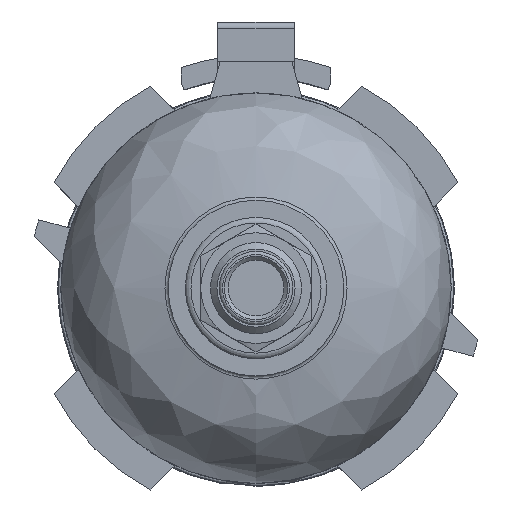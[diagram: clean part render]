
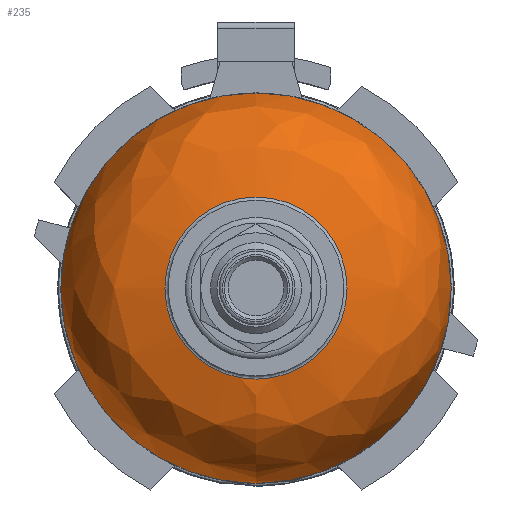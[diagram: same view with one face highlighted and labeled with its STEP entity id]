
A CAD part, front view. The second image highlights one B-rep face of the part: STEP entity #235.
In plain terms, the highlighted free-form (B-spline) face has degree [3, 3] with [4, 7] control points.
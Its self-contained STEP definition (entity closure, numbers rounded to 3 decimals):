
#235 = ADVANCED_FACE( '', ( #483, #484 ), #485, .T. );
#483 = FACE_OUTER_BOUND( '', #954, .T. );
#484 = FACE_OUTER_BOUND( '', #955, .T. );
#485 = ( BOUNDED_SURFACE(  )B_SPLINE_SURFACE( 3, 3, ( ( #958, #959, #960, #961, #962, #963, #964 ), ( #965, #966, #967, #968, #969, #970, #971 ), ( #972, #973, #974, #975, #976, #977, #978 ), ( #979, #980, #981, #982, #983, #984, #985 ) ), .UNSPECIFIED., .F., .T., .F. )B_SPLINE_SURFACE_WITH_KNOTS( ( 4, 4 ), ( 4, 3, 4 ), ( 0., 6.283 ), ( 0., 0.785, 1.571 ), .UNSPECIFIED. )GEOMETRIC_REPRESENTATION_ITEM(  )RATIONAL_B_SPLINE_SURFACE( ( ( 1., 0.333, 0.333, 1., 0.333, 0.333, 1. ), ( 0.805, 0.268, 0.268, 0.805, 0.268, 0.268, 0.805 ), ( 0.805, 0.268, 0.268, 0.805, 0.268, 0.268, 0.805 ), ( 1., 0.333, 0.333, 1., 0.333, 0.333, 1. ) ) )REPRESENTATION_ITEM( '' )SURFACE(  ) );
#954 = EDGE_LOOP( '', ( #1598 ) );
#955 = EDGE_LOOP( '', ( #1599 ) );
#958 = CARTESIAN_POINT( '', ( 0., 1.5, -14. ) );
#959 = CARTESIAN_POINT( '', ( 28., 1.5, -14. ) );
#960 = CARTESIAN_POINT( '', ( 28., 1.5, 14. ) );
#961 = CARTESIAN_POINT( '', ( 0., 1.5, 14. ) );
#962 = CARTESIAN_POINT( '', ( -28., 1.5, 14. ) );
#963 = CARTESIAN_POINT( '', ( -28., 1.5, -14. ) );
#964 = CARTESIAN_POINT( '', ( 0., 1.5, -14. ) );
#965 = CARTESIAN_POINT( '', ( 0., 1.5, -23.373 ) );
#966 = CARTESIAN_POINT( '', ( 46.745, 1.5, -23.373 ) );
#967 = CARTESIAN_POINT( '', ( 46.745, 1.5, 23.373 ) );
#968 = CARTESIAN_POINT( '', ( 0., 1.5, 23.373 ) );
#969 = CARTESIAN_POINT( '', ( -46.745, 1.5, 23.373 ) );
#970 = CARTESIAN_POINT( '', ( -46.745, 1.5, -23.373 ) );
#971 = CARTESIAN_POINT( '', ( 0., 1.5, -23.373 ) );
#972 = CARTESIAN_POINT( '', ( 0., 8.127, -30. ) );
#973 = CARTESIAN_POINT( '', ( 60., 8.127, -30. ) );
#974 = CARTESIAN_POINT( '', ( 60., 8.127, 30. ) );
#975 = CARTESIAN_POINT( '', ( 0., 8.127, 30. ) );
#976 = CARTESIAN_POINT( '', ( -60., 8.127, 30. ) );
#977 = CARTESIAN_POINT( '', ( -60., 8.127, -30. ) );
#978 = CARTESIAN_POINT( '', ( 0., 8.127, -30. ) );
#979 = CARTESIAN_POINT( '', ( 0., 17.5, -30. ) );
#980 = CARTESIAN_POINT( '', ( 60., 17.5, -30. ) );
#981 = CARTESIAN_POINT( '', ( 60., 17.5, 30. ) );
#982 = CARTESIAN_POINT( '', ( 0., 17.5, 30. ) );
#983 = CARTESIAN_POINT( '', ( -60., 17.5, 30. ) );
#984 = CARTESIAN_POINT( '', ( -60., 17.5, -30. ) );
#985 = CARTESIAN_POINT( '', ( 0., 17.5, -30. ) );
#1598 = ORIENTED_EDGE( '', *, *, #3137, .T. );
#1599 = ORIENTED_EDGE( '', *, *, #3136, .F. );
#3136 = EDGE_CURVE( '', #3710, #3710, #3711, .T. );
#3137 = EDGE_CURVE( '', #3712, #3712, #3713, .T. );
#3710 = VERTEX_POINT( '', #4627 );
#3711 = CIRCLE( '', #4628, 14. );
#3712 = VERTEX_POINT( '', #4629 );
#3713 = CIRCLE( '', #4630, 30. );
#4627 = CARTESIAN_POINT( '', ( 0., 1.5, -14. ) );
#4628 = AXIS2_PLACEMENT_3D( '', #5988, #5989, #5990 );
#4629 = CARTESIAN_POINT( '', ( 0., 17.5, -30. ) );
#4630 = AXIS2_PLACEMENT_3D( '', #5991, #5992, #5993 );
#5988 = CARTESIAN_POINT( '', ( 0., 1.5, 0. ) );
#5989 = DIRECTION( '', ( 0., -1., 0. ) );
#5990 = DIRECTION( '', ( 0., 0., -1. ) );
#5991 = CARTESIAN_POINT( '', ( 0., 17.5, 0. ) );
#5992 = DIRECTION( '', ( 0., -1., 0. ) );
#5993 = DIRECTION( '', ( 0., 0., -1. ) );
